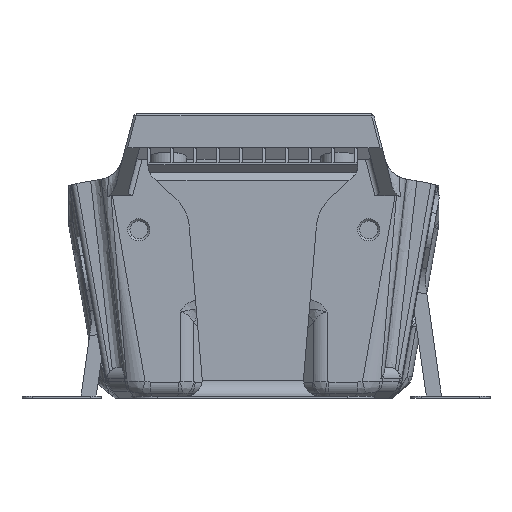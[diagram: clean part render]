
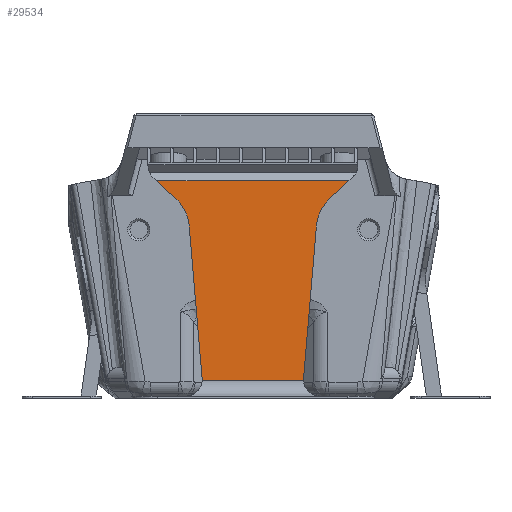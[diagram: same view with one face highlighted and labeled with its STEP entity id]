
A CAD part, front view. The second image highlights one B-rep face of the part: STEP entity #29534.
In plain terms, the highlighted planar face has unit normal (0, -1, 0).
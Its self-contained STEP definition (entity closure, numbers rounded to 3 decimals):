
#263=CIRCLE('',#31436,3.);
#264=CIRCLE('',#31437,3.);
#265=CIRCLE('',#31438,8.);
#266=CIRCLE('',#31439,8.);
#4175=ORIENTED_EDGE('',*,*,#12645,.T.);
#4176=ORIENTED_EDGE('',*,*,#12646,.T.);
#4177=ORIENTED_EDGE('',*,*,#12647,.T.);
#4178=ORIENTED_EDGE('',*,*,#12643,.F.);
#4179=ORIENTED_EDGE('',*,*,#12648,.T.);
#4180=ORIENTED_EDGE('',*,*,#12649,.T.);
#4181=ORIENTED_EDGE('',*,*,#12650,.F.);
#4182=ORIENTED_EDGE('',*,*,#12651,.F.);
#4183=ORIENTED_EDGE('',*,*,#12652,.T.);
#4184=ORIENTED_EDGE('',*,*,#12653,.T.);
#12643=EDGE_CURVE('',#16981,#16982,#19813,.T.);
#12645=EDGE_CURVE('',#16983,#16984,#263,.T.);
#12646=EDGE_CURVE('',#16984,#16985,#19815,.F.);
#12647=EDGE_CURVE('',#16985,#16982,#264,.T.);
#12648=EDGE_CURVE('',#16981,#16986,#265,.T.);
#12649=EDGE_CURVE('',#16986,#16987,#19816,.T.);
#12650=EDGE_CURVE('',#16988,#16987,#19817,.T.);
#12651=EDGE_CURVE('',#16989,#16988,#19818,.T.);
#12652=EDGE_CURVE('',#16989,#16990,#266,.T.);
#12653=EDGE_CURVE('',#16990,#16983,#19819,.T.);
#16981=VERTEX_POINT('',#45397);
#16982=VERTEX_POINT('',#45399);
#16983=VERTEX_POINT('',#45403);
#16984=VERTEX_POINT('',#45404);
#16985=VERTEX_POINT('',#45406);
#16986=VERTEX_POINT('',#45409);
#16987=VERTEX_POINT('',#45411);
#16988=VERTEX_POINT('',#45413);
#16989=VERTEX_POINT('',#45415);
#16990=VERTEX_POINT('',#45417);
#19813=LINE('',#45398,#22409);
#19815=LINE('',#45405,#22411);
#19816=LINE('',#45410,#22412);
#19817=LINE('',#45412,#22413);
#19818=LINE('',#45414,#22414);
#19819=LINE('',#45418,#22415);
#22409=VECTOR('',#34744,1000.);
#22411=VECTOR('',#34750,1000.);
#22412=VECTOR('',#34755,1000.);
#22413=VECTOR('',#34756,1000.);
#22414=VECTOR('',#34757,1000.);
#22415=VECTOR('',#34760,1000.);
#24944=EDGE_LOOP('',(#4175,#4176,#4177,#4178,#4179,#4180,#4181,#4182,#4183,
#4184));
#26791=FACE_BOUND('',#24944,.T.);
#28504=PLANE('',#31435);
#29534=ADVANCED_FACE('',(#26791),#28504,.F.);
#31435=AXIS2_PLACEMENT_3D('',#45401,#34746,#34747);
#31436=AXIS2_PLACEMENT_3D('',#45402,#34748,#34749);
#31437=AXIS2_PLACEMENT_3D('',#45407,#34751,#34752);
#31438=AXIS2_PLACEMENT_3D('',#45408,#34753,#34754);
#31439=AXIS2_PLACEMENT_3D('',#45416,#34758,#34759);
#34744=DIRECTION('',(-0.084,0.,-0.996));
#34746=DIRECTION('',(0.,1.,0.));
#34747=DIRECTION('',(0.,0.,1.));
#34748=DIRECTION('',(0.,1.,0.));
#34749=DIRECTION('',(0.,0.,1.));
#34750=DIRECTION('',(-1.,0.,0.));
#34751=DIRECTION('',(0.,1.,0.));
#34752=DIRECTION('',(0.,0.,1.));
#34753=DIRECTION('',(0.,1.,0.));
#34754=DIRECTION('',(0.,0.,1.));
#34755=DIRECTION('',(0.731,0.,0.682));
#34756=DIRECTION('',(1.,0.,0.));
#34757=DIRECTION('',(-0.731,0.,0.682));
#34758=DIRECTION('',(0.,1.,0.));
#34759=DIRECTION('',(0.,0.,1.));
#34760=DIRECTION('',(0.084,0.,-0.996));
#45397=CARTESIAN_POINT('',(11.856,-32.314,32.579));
#45398=CARTESIAN_POINT('',(36.482,-32.314,324.724));
#45399=CARTESIAN_POINT('',(9.418,-32.314,3.652));
#45401=CARTESIAN_POINT('',(0.,-32.314,327.8));
#45402=CARTESIAN_POINT('',(-12.767,-32.314,3.4));
#45403=CARTESIAN_POINT('',(-9.777,-32.314,3.652));
#45404=CARTESIAN_POINT('',(-9.767,-32.314,3.4));
#45405=CARTESIAN_POINT('',(9.143,-32.314,3.4));
#45406=CARTESIAN_POINT('',(9.407,-32.314,3.4));
#45407=CARTESIAN_POINT('',(12.407,-32.314,3.4));
#45408=CARTESIAN_POINT('',(19.828,-32.314,31.907));
#45409=CARTESIAN_POINT('',(14.372,-32.314,37.757));
#45410=CARTESIAN_POINT('',(16.736,-32.314,39.963));
#45411=CARTESIAN_POINT('',(17.982,-32.314,41.124));
#45412=CARTESIAN_POINT('',(-65.369,-32.314,41.124));
#45413=CARTESIAN_POINT('',(-18.341,-32.314,41.124));
#45414=CARTESIAN_POINT('',(-17.096,-32.314,39.963));
#45415=CARTESIAN_POINT('',(-14.731,-32.314,37.757));
#45416=CARTESIAN_POINT('',(-20.187,-32.314,31.907));
#45417=CARTESIAN_POINT('',(-12.216,-32.314,32.579));
#45418=CARTESIAN_POINT('',(-36.839,-32.314,324.694));
